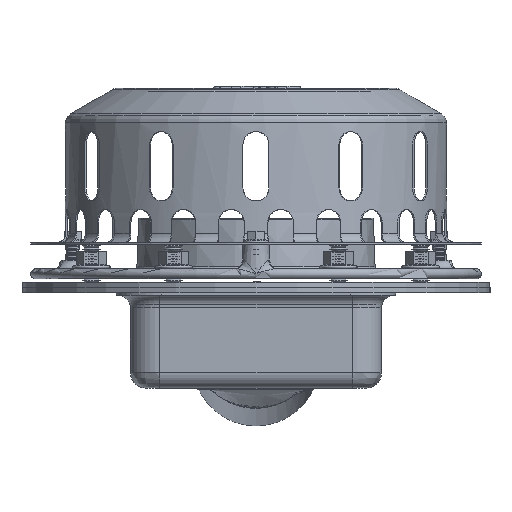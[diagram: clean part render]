
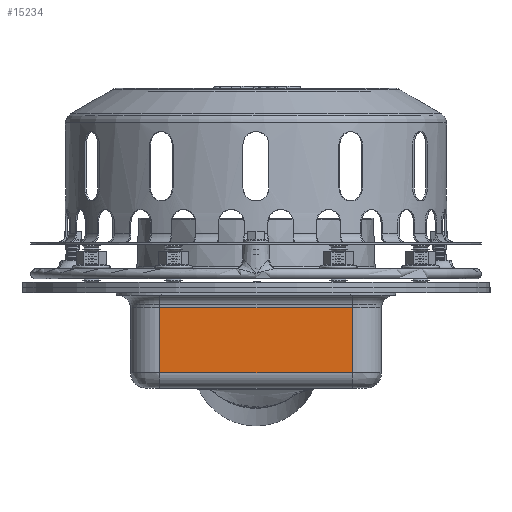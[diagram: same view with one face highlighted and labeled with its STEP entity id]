
A CAD part, left-side view. The second image highlights one B-rep face of the part: STEP entity #15234.
In plain terms, the highlighted planar face has unit normal (-1, 0, 0).
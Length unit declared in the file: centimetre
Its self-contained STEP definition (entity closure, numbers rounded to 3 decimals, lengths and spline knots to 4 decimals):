
#883=PLANE('',#16247);
#1375=FACE_OUTER_BOUND('',#2335,.T.);
#2335=EDGE_LOOP('',(#10228,#10229,#10230,#10231));
#3435=LINE('',#23092,#4354);
#3437=LINE('',#23101,#4356);
#3438=LINE('',#23102,#4357);
#3439=LINE('',#23103,#4358);
#4354=VECTOR('',#18257,1.);
#4356=VECTOR('',#18265,1.);
#4357=VECTOR('',#18266,1.);
#4358=VECTOR('',#18267,1.);
#6236=VERTEX_POINT('',#23090);
#6237=VERTEX_POINT('',#23091);
#6240=VERTEX_POINT('',#23099);
#6241=VERTEX_POINT('',#23100);
#7748=EDGE_CURVE('',#6236,#6237,#3435,.T.);
#7752=EDGE_CURVE('',#6240,#6241,#3437,.T.);
#7753=EDGE_CURVE('',#6241,#6236,#3438,.T.);
#7754=EDGE_CURVE('',#6240,#6237,#3439,.T.);
#10228=ORIENTED_EDGE('',*,*,#7752,.T.);
#10229=ORIENTED_EDGE('',*,*,#7753,.T.);
#10230=ORIENTED_EDGE('',*,*,#7748,.T.);
#10231=ORIENTED_EDGE('',*,*,#7754,.F.);
#15234=ADVANCED_FACE('',(#1375),#883,.T.);
#16247=AXIS2_PLACEMENT_3D('',#23098,#18263,#18264);
#18257=DIRECTION('',(0.,1.,0.));
#18263=DIRECTION('center_axis',(-1.,0.,0.));
#18264=DIRECTION('ref_axis',(0.,0.,
1.));
#18265=DIRECTION('',(0.,-1.,0.));
#18266=DIRECTION('',(0.,0.,1.));
#18267=DIRECTION('',(0.,0.,1.));
#23090=CARTESIAN_POINT('',(256.209,274.0937,-8.5));
#23091=CARTESIAN_POINT('',(256.209,385.0937,-8.5));
#23092=CARTESIAN_POINT('',(256.209,329.5937,-8.5));
#23098=CARTESIAN_POINT('Origin',(256.209,329.5937,-10.5083));
#23099=CARTESIAN_POINT('',(256.209,385.0937,-46.));
#23100=CARTESIAN_POINT('',(256.209,274.0937,-46.));
#23101=CARTESIAN_POINT('',(256.209,311.0937,-46.));
#23102=CARTESIAN_POINT('',(256.209,274.0937,-55.));
#23103=CARTESIAN_POINT('',(256.209,385.0937,-55.));
